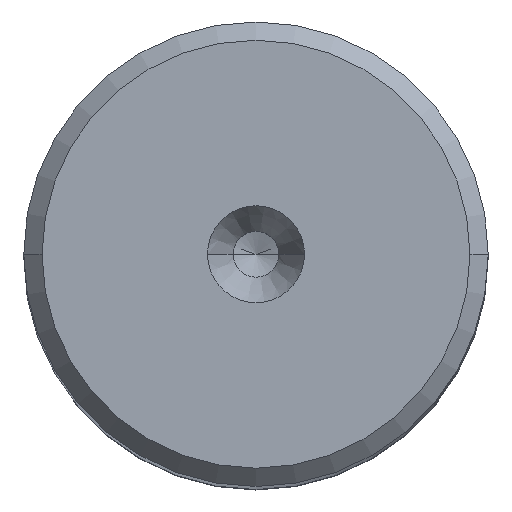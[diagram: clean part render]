
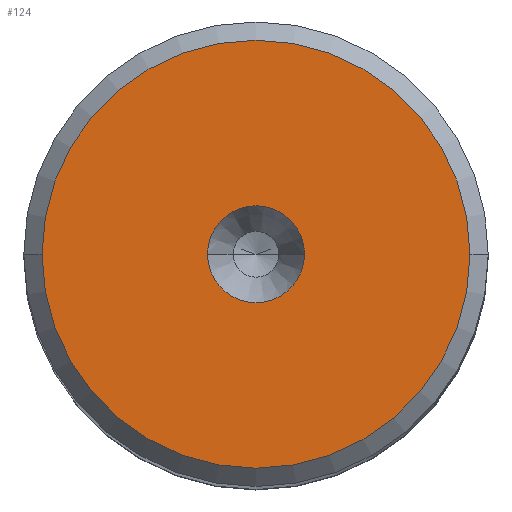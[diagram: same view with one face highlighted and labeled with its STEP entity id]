
A CAD part, top view. The second image highlights one B-rep face of the part: STEP entity #124.
In plain terms, the highlighted planar face has unit normal (0, 0, 1).
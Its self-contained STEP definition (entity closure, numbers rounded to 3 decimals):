
#97=PLANE('',#743);
#100=FACE_BOUND('',#223,.T.);
#101=FACE_BOUND('',#224,.T.);
#124=ADVANCED_FACE('',(#100,#101),#97,.T.);
#223=EDGE_LOOP('',(#281,#282,#283,#284));
#224=EDGE_LOOP('',(#285,#286));
#281=ORIENTED_EDGE('',*,*,#511,.F.);
#282=ORIENTED_EDGE('',*,*,#512,.F.);
#283=ORIENTED_EDGE('',*,*,#513,.F.);
#284=ORIENTED_EDGE('',*,*,#514,.F.);
#285=ORIENTED_EDGE('',*,*,#515,.F.);
#286=ORIENTED_EDGE('',*,*,#516,.F.);
#453=VERTEX_POINT('',#1132);
#454=VERTEX_POINT('',#1133);
#455=VERTEX_POINT('',#1135);
#456=VERTEX_POINT('',#1137);
#457=VERTEX_POINT('',#1140);
#458=VERTEX_POINT('',#1141);
#511=EDGE_CURVE('',#453,#454,#603,.T.);
#512=EDGE_CURVE('',#455,#453,#604,.T.);
#513=EDGE_CURVE('',#456,#455,#605,.T.);
#514=EDGE_CURVE('',#454,#456,#606,.T.);
#515=EDGE_CURVE('',#457,#458,#607,.T.);
#516=EDGE_CURVE('',#458,#457,#608,.T.);
#603=CIRCLE('',#737,11.7);
#604=CIRCLE('',#738,11.7);
#605=CIRCLE('',#739,11.7);
#606=CIRCLE('',#740,11.7);
#607=CIRCLE('',#741,2.65);
#608=CIRCLE('',#742,2.65);
#737=AXIS2_PLACEMENT_3D('',#1131,#882,#883);
#738=AXIS2_PLACEMENT_3D('',#1134,#884,#885);
#739=AXIS2_PLACEMENT_3D('',#1136,#886,#887);
#740=AXIS2_PLACEMENT_3D('',#1138,#888,#889);
#741=AXIS2_PLACEMENT_3D('',#1139,#890,#891);
#742=AXIS2_PLACEMENT_3D('',#1142,#892,#893);
#743=AXIS2_PLACEMENT_3D('',#1143,#894,#895);
#882=DIRECTION('',(0.,0.,-1.));
#883=DIRECTION('',(0.,1.,0.));
#884=DIRECTION('',(0.,0.,-1.));
#885=DIRECTION('',(-1.,0.,0.));
#886=DIRECTION('',(0.,0.,-1.));
#887=DIRECTION('',(0.,-1.,0.));
#888=DIRECTION('',(0.,0.,-1.));
#889=DIRECTION('',(1.,0.,0.));
#890=DIRECTION('',(0.,0.,1.));
#891=DIRECTION('',(-1.,0.,0.));
#892=DIRECTION('',(0.,0.,1.));
#893=DIRECTION('',(1.,0.,0.));
#894=DIRECTION('',(0.,0.,1.));
#895=DIRECTION('',(1.,0.,0.));
#1131=CARTESIAN_POINT('',(0.,0.,0.));
#1132=CARTESIAN_POINT('',(0.,11.7,0.));
#1133=CARTESIAN_POINT('',(11.7,0.,0.));
#1134=CARTESIAN_POINT('',(0.,0.,0.));
#1135=CARTESIAN_POINT('',(-11.7,0.,0.));
#1136=CARTESIAN_POINT('',(0.,0.,0.));
#1137=CARTESIAN_POINT('',(0.,-11.7,0.));
#1138=CARTESIAN_POINT('',(0.,0.,0.));
#1139=CARTESIAN_POINT('',(0.,0.,0.));
#1140=CARTESIAN_POINT('',(-2.65,0.,0.));
#1141=CARTESIAN_POINT('',(2.65,0.,0.));
#1142=CARTESIAN_POINT('',(0.,0.,0.));
#1143=CARTESIAN_POINT('',(0.,0.,0.));
